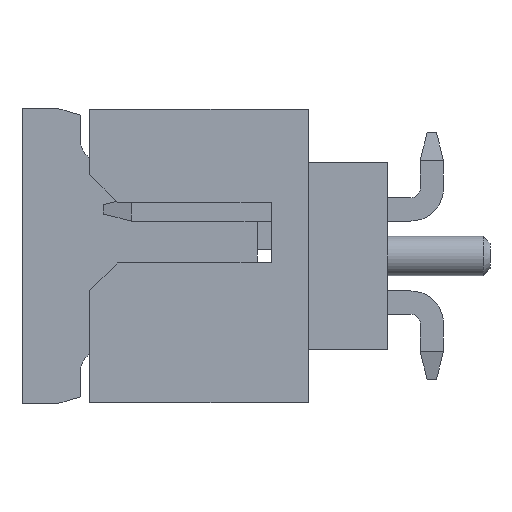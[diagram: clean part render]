
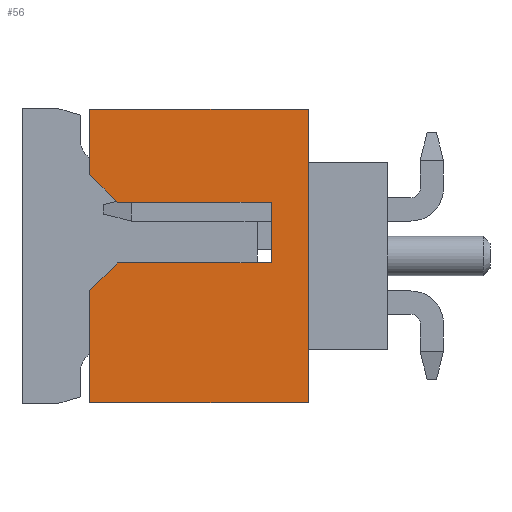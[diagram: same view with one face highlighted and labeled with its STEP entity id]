
A CAD part, left-side view. The second image highlights one B-rep face of the part: STEP entity #56.
In plain terms, the highlighted planar face has unit normal (-1, 0, 0).
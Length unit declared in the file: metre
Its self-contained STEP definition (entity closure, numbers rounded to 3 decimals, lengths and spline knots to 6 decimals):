
#56 = ADVANCED_FACE( '', ( #444 ), #445, .T. );
#444 = FACE_OUTER_BOUND( '', #1239, .T. );
#445 = PLANE( '', #1240 );
#1239 = EDGE_LOOP( '', ( #2096, #2097, #2098, #2099, #2100, #2101, #2102, #2103, #2104, #2105 ) );
#1240 = AXIS2_PLACEMENT_3D( '', #2106, #2107, #2108 );
#2096 = ORIENTED_EDGE( '', *, *, #5098, .F. );
#2097 = ORIENTED_EDGE( '', *, *, #5099, .T. );
#2098 = ORIENTED_EDGE( '', *, *, #5100, .T. );
#2099 = ORIENTED_EDGE( '', *, *, #5101, .F. );
#2100 = ORIENTED_EDGE( '', *, *, #5102, .F. );
#2101 = ORIENTED_EDGE( '', *, *, #5103, .T. );
#2102 = ORIENTED_EDGE( '', *, *, #5104, .T. );
#2103 = ORIENTED_EDGE( '', *, *, #5105, .T. );
#2104 = ORIENTED_EDGE( '', *, *, #5106, .F. );
#2105 = ORIENTED_EDGE( '', *, *, #5107, .T. );
#2106 = CARTESIAN_POINT( '', ( -0.008325, 0.0032, -0.00315 ) );
#2107 = DIRECTION( '', ( -1., 0., 0. ) );
#2108 = DIRECTION( '', ( 0., 0., 1. ) );
#5098 = EDGE_CURVE( '', #6092, #6093, #6094, .T. );
#5099 = EDGE_CURVE( '', #6092, #6095, #6096, .T. );
#5100 = EDGE_CURVE( '', #6095, #6097, #6098, .T. );
#5101 = EDGE_CURVE( '', #6099, #6097, #6100, .T. );
#5102 = EDGE_CURVE( '', #6101, #6099, #6102, .T. );
#5103 = EDGE_CURVE( '', #6101, #6103, #6104, .T. );
#5104 = EDGE_CURVE( '', #6103, #6105, #6106, .T. );
#5105 = EDGE_CURVE( '', #6105, #6107, #6108, .T. );
#5106 = EDGE_CURVE( '', #6109, #6107, #6110, .T. );
#5107 = EDGE_CURVE( '', #6109, #6093, #6111, .T. );
#6092 = VERTEX_POINT( '', #7696 );
#6093 = VERTEX_POINT( '', #7697 );
#6094 = LINE( '', #7698, #7699 );
#6095 = VERTEX_POINT( '', #7700 );
#6096 = LINE( '', #7701, #7702 );
#6097 = VERTEX_POINT( '', #7703 );
#6098 = LINE( '', #7704, #7705 );
#6099 = VERTEX_POINT( '', #7706 );
#6100 = LINE( '', #7707, #7708 );
#6101 = VERTEX_POINT( '', #7709 );
#6102 = LINE( '', #7710, #7711 );
#6103 = VERTEX_POINT( '', #7712 );
#6104 = LINE( '', #7713, #7714 );
#6105 = VERTEX_POINT( '', #7715 );
#6106 = LINE( '', #7716, #7717 );
#6107 = VERTEX_POINT( '', #7718 );
#6108 = LINE( '', #7719, #7720 );
#6109 = VERTEX_POINT( '', #7721 );
#6110 = LINE( '', #7722, #7723 );
#6111 = LINE( '', #7724, #7725 );
#7696 = CARTESIAN_POINT( '', ( -0.008325, 0.0032, -0.00315 ) );
#7697 = CARTESIAN_POINT( '', ( -0.008325, 0.0032, -0.00075 ) );
#7698 = CARTESIAN_POINT( '', ( -0.008325, 0.0032, -0.00315 ) );
#7699 = VECTOR( '', #10069, 1. );
#7700 = CARTESIAN_POINT( '', ( -0.008325, -0.0015, -0.00315 ) );
#7701 = CARTESIAN_POINT( '', ( -0.008325, 0.0032, -0.00315 ) );
#7702 = VECTOR( '', #10070, 1. );
#7703 = CARTESIAN_POINT( '', ( -0.008325, -0.0015, 0.00315 ) );
#7704 = CARTESIAN_POINT( '', ( -0.008325, -0.0015, -0.00315 ) );
#7705 = VECTOR( '', #10071, 1. );
#7706 = CARTESIAN_POINT( '', ( -0.008325, 0.0032, 0.00315 ) );
#7707 = CARTESIAN_POINT( '', ( -0.008325, 0.0032, 0.00315 ) );
#7708 = VECTOR( '', #10072, 1. );
#7709 = CARTESIAN_POINT( '', ( -0.008325, 0.0032, 0.00175 ) );
#7710 = CARTESIAN_POINT( '', ( -0.008325, 0.0032, 0.00175 ) );
#7711 = VECTOR( '', #10073, 1. );
#7712 = CARTESIAN_POINT( '', ( -0.008325, 0.0026, 0.00115 ) );
#7713 = CARTESIAN_POINT( '', ( -0.008325, 0.0032, 0.00175 ) );
#7714 = VECTOR( '', #10074, 1. );
#7715 = CARTESIAN_POINT( '', ( -0.008325, -0.0007, 0.00115 ) );
#7716 = CARTESIAN_POINT( '', ( -0.008325, 0.0026, 0.00115 ) );
#7717 = VECTOR( '', #10075, 1. );
#7718 = CARTESIAN_POINT( '', ( -0.008325, -0.0007, -0.00015 ) );
#7719 = CARTESIAN_POINT( '', ( -0.008325, -0.0007, 0.00115 ) );
#7720 = VECTOR( '', #10076, 1. );
#7721 = CARTESIAN_POINT( '', ( -0.008325, 0.0026, -0.00015 ) );
#7722 = CARTESIAN_POINT( '', ( -0.008325, 0.0026, -0.00015 ) );
#7723 = VECTOR( '', #10077, 1. );
#7724 = CARTESIAN_POINT( '', ( -0.008325, 0.0026, -0.00015 ) );
#7725 = VECTOR( '', #10078, 1. );
#10069 = DIRECTION( '', ( 0., 0., 1. ) );
#10070 = DIRECTION( '', ( 0., -1., 0. ) );
#10071 = DIRECTION( '', ( 0., 0., 1. ) );
#10072 = DIRECTION( '', ( 0., -1., 0. ) );
#10073 = DIRECTION( '', ( 0., 0., 1. ) );
#10074 = DIRECTION( '', ( 0., -0.707, -0.707 ) );
#10075 = DIRECTION( '', ( 0., -1., 0. ) );
#10076 = DIRECTION( '', ( 0., 0., -1. ) );
#10077 = DIRECTION( '', ( 0., -1., 0. ) );
#10078 = DIRECTION( '', ( 0., 0.707, -0.707 ) );
